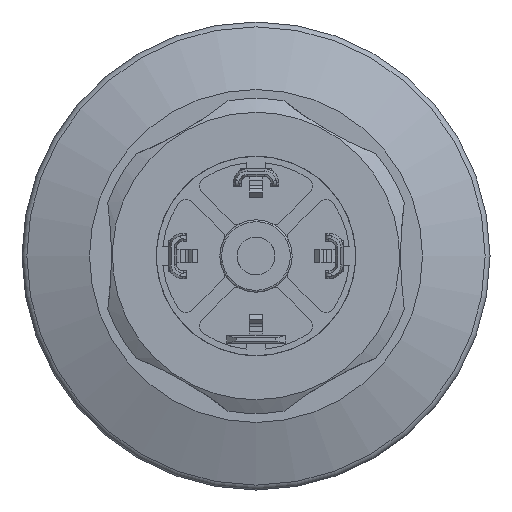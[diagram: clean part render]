
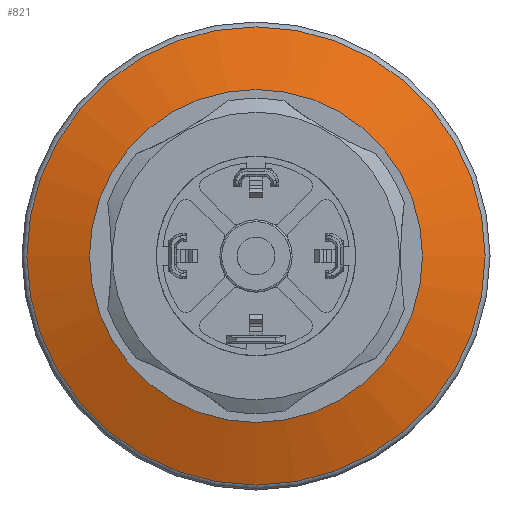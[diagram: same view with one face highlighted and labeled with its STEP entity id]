
A CAD part, front view. The second image highlights one B-rep face of the part: STEP entity #821.
In plain terms, the highlighted conical face has half-angle 70 degrees and reference radius 25.25 mm.
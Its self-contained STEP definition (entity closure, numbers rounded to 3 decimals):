
#821 = ADVANCED_FACE( '', ( #1714, #1715 ), #1716, .T. );
#1714 = FACE_OUTER_BOUND( '', #2972, .T. );
#1715 = FACE_BOUND( '', #2973, .T. );
#1716 = CONICAL_SURFACE( '', #2974, 25.25, 1.222 );
#2972 = EDGE_LOOP( '', ( #5543 ) );
#2973 = EDGE_LOOP( '', ( #5544 ) );
#2974 = AXIS2_PLACEMENT_3D( '', #5545, #5546, #5547 );
#5543 = ORIENTED_EDGE( '', *, *, #6083, .T. );
#5544 = ORIENTED_EDGE( '', *, *, #6478, .F. );
#5545 = CARTESIAN_POINT( '', ( 0., -2.85, 0. ) );
#5546 = DIRECTION( '', ( 0., 1., 0. ) );
#5547 = DIRECTION( '', ( -1., 0., 0. ) );
#6083 = EDGE_CURVE( '', #7316, #7316, #7317, .F. );
#6478 = EDGE_CURVE( '', #7963, #7963, #7964, .T. );
#7316 = VERTEX_POINT( '', #9377 );
#7317 = CIRCLE( '', #9378, 24.724 );
#7963 = VERTEX_POINT( '', #10968 );
#7964 = CIRCLE( '', #10969, 17.969 );
#9377 = CARTESIAN_POINT( '', ( -24.724, -3.042, 0. ) );
#9378 = AXIS2_PLACEMENT_3D( '', #12771, #12772, #12773 );
#10968 = CARTESIAN_POINT( '', ( 17.969, -5.5, 0. ) );
#10969 = AXIS2_PLACEMENT_3D( '', #13029, #13030, #13031 );
#12771 = CARTESIAN_POINT( '', ( 0., -3.042, 0. ) );
#12772 = DIRECTION( '', ( 0., 1., 0. ) );
#12773 = DIRECTION( '', ( -1., 0., 0. ) );
#13029 = CARTESIAN_POINT( '', ( 0., -5.5, 0. ) );
#13030 = DIRECTION( '', ( 0., -1., 0. ) );
#13031 = DIRECTION( '', ( 1., 0., 0. ) );
